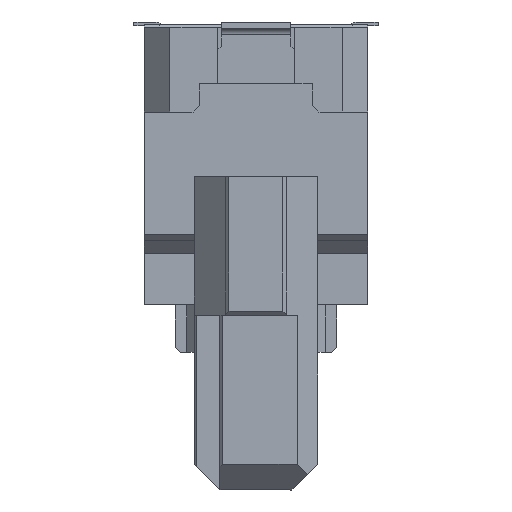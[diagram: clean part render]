
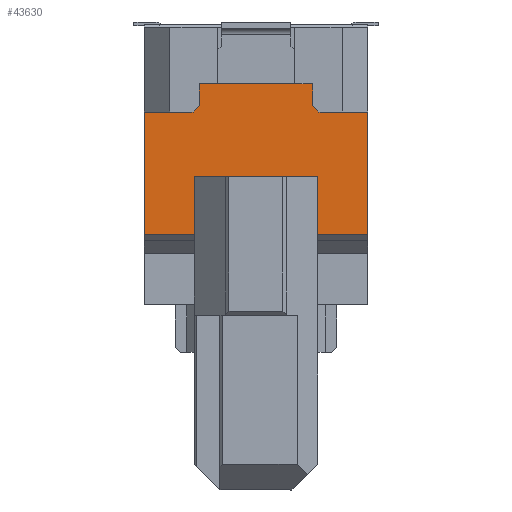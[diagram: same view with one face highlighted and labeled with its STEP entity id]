
A CAD part, left-side view. The second image highlights one B-rep face of the part: STEP entity #43630.
In plain terms, the highlighted planar face has unit normal (-1, 0, 0).
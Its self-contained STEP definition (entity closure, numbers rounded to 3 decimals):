
#8230=CARTESIAN_POINT('',(35.66,-87.6,10.45));
#8240=VERTEX_POINT('',#8230);
#8270=CARTESIAN_POINT('',(35.66,-87.6,
15.572));
#8280=DIRECTION('',(0.,0.,1.));
#8290=VECTOR('',#8280,1.);
#8300=LINE('',#8270,#8290);
#8310=CARTESIAN_POINT('',(35.66,-87.6,12.7));
#8320=VERTEX_POINT('',#8310);
#8330=EDGE_CURVE('',#8240,#8320,#8300,.T.);
#11610=CARTESIAN_POINT('',(35.66,-92.557,12.7));
#11620=DIRECTION('',(0.,-1.,0.));
#11630=VECTOR('',#11620,1.);
#11640=LINE('',#11610,#11630);
#11650=CARTESIAN_POINT('',(35.66,-92.4,12.7));
#11660=VERTEX_POINT('',#11650);
#11670=EDGE_CURVE('',#8320,#11660,#11640,.T.);
#24850=CARTESIAN_POINT('',(35.66,-92.4,
15.572));
#24860=DIRECTION('',(0.,0.,1.));
#24870=VECTOR('',#24860,1.);
#24880=LINE('',#24850,#24870);
#24890=CARTESIAN_POINT('',(35.66,-92.4,10.45));
#24900=VERTEX_POINT('',#24890);
#24910=EDGE_CURVE('',#24900,#11660,#24880,.T.);
#33850=CARTESIAN_POINT('',(35.66,-92.2,
16.3));
#33860=VERTEX_POINT('',#33850);
#33890=CARTESIAN_POINT('',(35.66,-92.557,
16.3));
#33900=DIRECTION('',(0.,-1.,0.));
#33910=VECTOR('',#33900,1.);
#33920=LINE('',#33890,#33910);
#33930=CARTESIAN_POINT('',(35.66,-87.8,
16.3));
#33940=VERTEX_POINT('',#33930);
#33950=EDGE_CURVE('',#33940,#33860,#33920,.T.);
#39700=CARTESIAN_POINT('',(35.66,-87.8,
15.572));
#39710=DIRECTION('',(0.,0.,-1.));
#39720=VECTOR('',#39710,1.);
#39730=LINE('',#39700,#39720);
#39740=CARTESIAN_POINT('',(35.66,-87.8,15.45));
#39750=VERTEX_POINT('',#39740);
#39760=EDGE_CURVE('',#33940,#39750,#39730,.T.);
#40140=CARTESIAN_POINT('',(35.66,-92.2,15.45));
#40150=VERTEX_POINT('',#40140);
#40180=CARTESIAN_POINT('',(35.66,-92.2,
15.572));
#40190=DIRECTION('',(0.,0.,-1.));
#40200=VECTOR('',#40190,1.);
#40210=LINE('',#40180,#40200);
#40220=EDGE_CURVE('',#33860,#40150,#40210,.T.);
#42540=CARTESIAN_POINT('',(35.66,-92.45,15.2));
#42550=VERTEX_POINT('',#42540);
#42690=CARTESIAN_POINT('',(35.66,-94.35,15.2));
#42700=VERTEX_POINT('',#42690);
#42730=CARTESIAN_POINT('',(35.66,-87.443,15.2));
#42740=DIRECTION('',(0.,-1.,0.));
#42750=VECTOR('',#42740,1.);
#42760=LINE('',#42730,#42750);
#42770=EDGE_CURVE('',#42550,#42700,#42760,.T.);
#42890=CARTESIAN_POINT('',(35.66,-90.,10.45));
#42900=DIRECTION('',(0.,-1.,0.));
#42910=VECTOR('',#42900,1.);
#42920=LINE('',#42890,#42910);
#42930=CARTESIAN_POINT('',(35.66,-94.35,10.45));
#42940=VERTEX_POINT('',#42930);
#42950=EDGE_CURVE('',#24900,#42940,#42920,.T.);
#43060=CARTESIAN_POINT('',(35.66,-91.5,
16.5));
#43070=DIRECTION('',(-1.,0.,0.));
#43080=DIRECTION('',(0.,-1.,0.));
#43090=AXIS2_PLACEMENT_3D('',#43060,#43070,#43080);
#43100=PLANE('',#43090);
#43110=CARTESIAN_POINT('',(35.66,-85.65,
15.572));
#43120=DIRECTION('',(0.,0.,1.));
#43130=VECTOR('',#43120,1.);
#43140=LINE('',#43110,#43130);
#43150=CARTESIAN_POINT('',(35.66,-85.65,10.45));
#43160=VERTEX_POINT('',#43150);
#43170=CARTESIAN_POINT('',(35.66,-85.65,15.2));
#43180=VERTEX_POINT('',#43170);
#43190=EDGE_CURVE('',#43160,#43180,#43140,.T.);
#43200=ORIENTED_EDGE('',*,*,#43190,.F.);
#43210=CARTESIAN_POINT('',(35.66,-92.557,15.2));
#43220=DIRECTION('',(0.,1.,0.));
#43230=VECTOR('',#43220,1.);
#43240=LINE('',#43210,#43230);
#43250=CARTESIAN_POINT('',(35.66,-87.55,15.2));
#43260=VERTEX_POINT('',#43250);
#43270=EDGE_CURVE('',#43260,#43180,#43240,.T.);
#43280=ORIENTED_EDGE('',*,*,#43270,.T.);
#43290=CARTESIAN_POINT('',(35.66,-87.922,
15.572));
#43300=DIRECTION('',(0.,-0.707,
0.707));
#43310=VECTOR('',#43300,1.);
#43320=LINE('',#43290,#43310);
#43330=EDGE_CURVE('',#43260,#39750,#43320,.T.);
#43340=ORIENTED_EDGE('',*,*,#43330,.F.);
#43350=ORIENTED_EDGE('',*,*,#39760,.T.);
#43360=ORIENTED_EDGE('',*,*,#33950,.F.);
#43370=ORIENTED_EDGE('',*,*,#40220,.F.);
#43380=CARTESIAN_POINT('',(35.66,-92.078,
15.572));
#43390=DIRECTION('',(0.,0.707,
0.707));
#43400=VECTOR('',#43390,1.);
#43410=LINE('',#43380,#43400);
#43420=EDGE_CURVE('',#42550,#40150,#43410,.T.);
#43430=ORIENTED_EDGE('',*,*,#43420,.T.);
#43440=ORIENTED_EDGE('',*,*,#42770,.F.);
#43450=CARTESIAN_POINT('',(35.66,-94.35,
15.572));
#43460=DIRECTION('',(0.,0.,1.));
#43470=VECTOR('',#43460,1.);
#43480=LINE('',#43450,#43470);
#43490=EDGE_CURVE('',#42940,#42700,#43480,.T.);
#43500=ORIENTED_EDGE('',*,*,#43490,.T.);
#43510=ORIENTED_EDGE('',*,*,#42950,.T.);
#43520=ORIENTED_EDGE('',*,*,#24910,.F.);
#43530=ORIENTED_EDGE('',*,*,#11670,.T.);
#43540=ORIENTED_EDGE('',*,*,#8330,.T.);
#43550=CARTESIAN_POINT('',(35.66,-90.,10.45));
#43560=DIRECTION('',(0.,1.,0.));
#43570=VECTOR('',#43560,1.);
#43580=LINE('',#43550,#43570);
#43590=EDGE_CURVE('',#8240,#43160,#43580,.T.);
#43600=ORIENTED_EDGE('',*,*,#43590,.F.);
#43610=EDGE_LOOP('',(#43600,#43540,#43530,#43520,#43510,#43500,#43440,
#43430,#43370,#43360,#43350,#43340,#43280,#43200));
#43620=FACE_OUTER_BOUND('',#43610,.T.);
#43630=ADVANCED_FACE('',(#43620),#43100,.T.);
